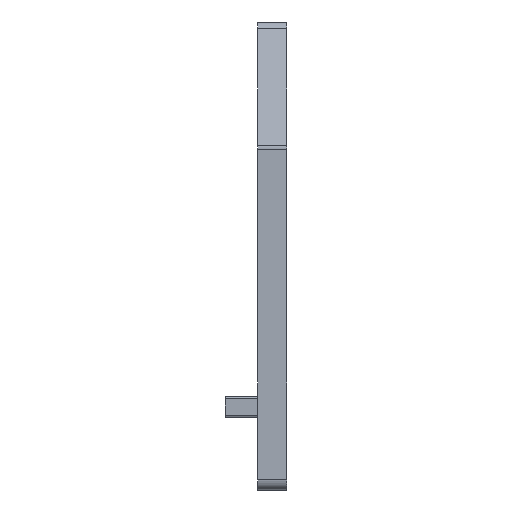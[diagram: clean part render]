
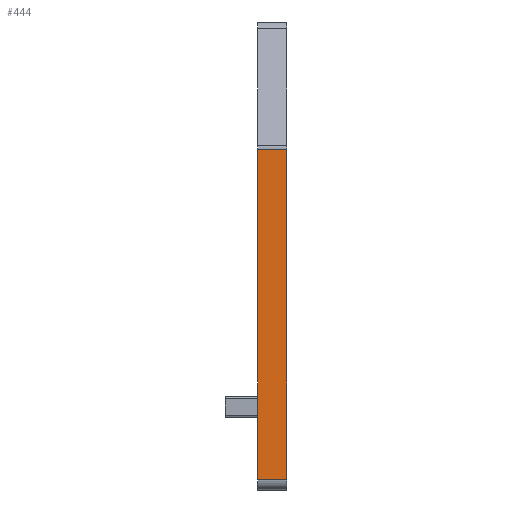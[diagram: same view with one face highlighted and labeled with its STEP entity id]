
A CAD part, front view. The second image highlights one B-rep face of the part: STEP entity #444.
In plain terms, the highlighted planar face has unit normal (0, -1, 0).
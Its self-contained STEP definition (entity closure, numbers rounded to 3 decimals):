
#431=AXIS2_PLACEMENT_3D('Plane Axis2P3D',#428,#429,#430) ;
#92=CARTESIAN_POINT('Vertex',(3.,0.,1.)) ;
#95=CARTESIAN_POINT('Line Origine',(3.,0.,16.307)) ;
#99=CARTESIAN_POINT('Vertex',(3.,0.,31.614)) ;
#293=CARTESIAN_POINT('Vertex',(5.7,0.,31.614)) ;
#296=CARTESIAN_POINT('Line Origine',(5.7,0.,16.307)) ;
#300=CARTESIAN_POINT('Vertex',(5.7,0.,1.)) ;
#416=CARTESIAN_POINT('Line Origine',(4.35,0.,31.614)) ;
#428=CARTESIAN_POINT('Axis2P3D Location',(5.7,0.,1.)) ;
#433=CARTESIAN_POINT('Line Origine',(4.35,0.,1.)) ;
#96=DIRECTION('Vector Direction',(0.,0.,1.)) ;
#297=DIRECTION('Vector Direction',(0.,0.,1.)) ;
#417=DIRECTION('Vector Direction',(-1.,0.,0.)) ;
#429=DIRECTION('Axis2P3D Direction',(0.,1.,0.)) ;
#430=DIRECTION('Axis2P3D XDirection',(0.,0.,1.)) ;
#434=DIRECTION('Vector Direction',(1.,0.,0.)) ;
#97=VECTOR('Line Direction',#96,1.) ;
#298=VECTOR('Line Direction',#297,1.) ;
#418=VECTOR('Line Direction',#417,1.) ;
#435=VECTOR('Line Direction',#434,1.) ;
#439=ORIENTED_EDGE('',*,*,#302,.T.) ;
#440=ORIENTED_EDGE('',*,*,#420,.F.) ;
#441=ORIENTED_EDGE('',*,*,#101,.F.) ;
#442=ORIENTED_EDGE('',*,*,#437,.T.) ;
#444=ADVANCED_FACE('ZAP TW 10/16',(#443),#432,.F.) ;
#101=EDGE_CURVE('',#93,#100,#98,.T.) ;
#302=EDGE_CURVE('',#301,#294,#299,.T.) ;
#420=EDGE_CURVE('',#100,#294,#419,.F.) ;
#437=EDGE_CURVE('',#93,#301,#436,.T.) ;
#438=EDGE_LOOP('',(#439,#440,#441,#442)) ;
#443=FACE_OUTER_BOUND('',#438,.T.) ;
#98=LINE('Line',#95,#97) ;
#299=LINE('Line',#296,#298) ;
#419=LINE('Line',#416,#418) ;
#436=LINE('Line',#433,#435) ;
#432=PLANE('',#431) ;
#93=VERTEX_POINT('',#92) ;
#100=VERTEX_POINT('',#99) ;
#294=VERTEX_POINT('',#293) ;
#301=VERTEX_POINT('',#300) ;
